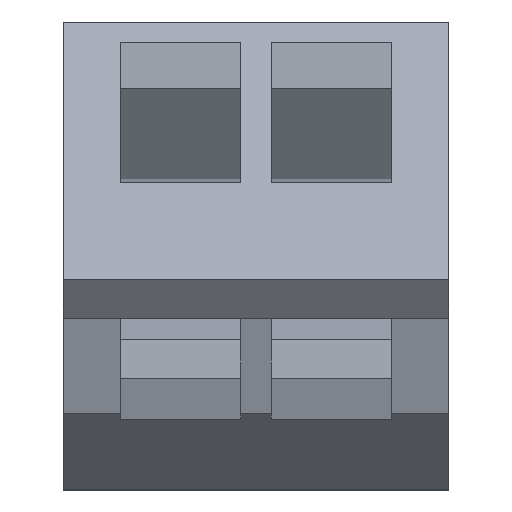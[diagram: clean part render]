
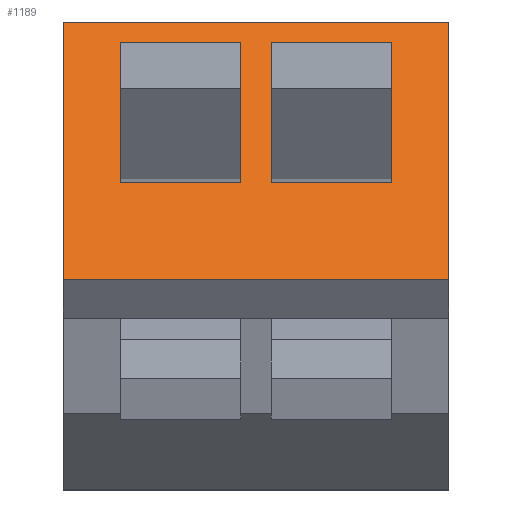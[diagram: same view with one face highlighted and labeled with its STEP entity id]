
A CAD part, top view. The second image highlights one B-rep face of the part: STEP entity #1189.
In plain terms, the highlighted planar face has unit normal (0, 0.678, 0.735).
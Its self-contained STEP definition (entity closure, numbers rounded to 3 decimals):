
#23=FACE_BOUND('',#138,.T.);
#24=FACE_BOUND('',#139,.T.);
#67=FACE_OUTER_BOUND('',#137,.T.);
#137=EDGE_LOOP('',(#961,#962,#963,#964));
#138=EDGE_LOOP('',(#965,#966,#967,#968));
#139=EDGE_LOOP('',(#969,#970,#971,#972));
#190=LINE('',#1650,#352);
#197=LINE('',#1665,#359);
#202=LINE('',#1674,#364);
#204=LINE('',#1678,#366);
#208=LINE('',#1688,#370);
#242=LINE('',#1758,#404);
#249=LINE('',#1773,#411);
#254=LINE('',#1782,#416);
#256=LINE('',#1786,#418);
#264=LINE('',#1804,#426);
#273=LINE('',#1820,#435);
#274=LINE('',#1822,#436);
#352=VECTOR('',#1346,10.);
#359=VECTOR('',#1357,10.);
#364=VECTOR('',#1366,10.);
#366=VECTOR('',#1372,10.);
#370=VECTOR('',#1378,10.);
#404=VECTOR('',#1434,10.);
#411=VECTOR('',#1445,10.);
#416=VECTOR('',#1454,10.);
#418=VECTOR('',#1460,10.);
#426=VECTOR('',#1470,10.);
#435=VECTOR('',#1491,10.);
#436=VECTOR('',#1494,10.);
#503=VERTEX_POINT('',#1643);
#506=VERTEX_POINT('',#1648);
#509=VERTEX_POINT('',#1658);
#512=VERTEX_POINT('',#1663);
#518=VERTEX_POINT('',#1685);
#519=VERTEX_POINT('',#1687);
#541=VERTEX_POINT('',#1751);
#544=VERTEX_POINT('',#1756);
#547=VERTEX_POINT('',#1766);
#550=VERTEX_POINT('',#1771);
#560=VERTEX_POINT('',#1801);
#561=VERTEX_POINT('',#1803);
#622=EDGE_CURVE('',#506,#503,#190,.T.);
#629=EDGE_CURVE('',#512,#509,#197,.T.);
#634=EDGE_CURVE('',#512,#503,#202,.T.);
#636=EDGE_CURVE('',#506,#509,#204,.T.);
#640=EDGE_CURVE('',#518,#519,#208,.T.);
#674=EDGE_CURVE('',#544,#541,#242,.T.);
#681=EDGE_CURVE('',#550,#547,#249,.T.);
#686=EDGE_CURVE('',#550,#541,#254,.T.);
#688=EDGE_CURVE('',#544,#547,#256,.T.);
#696=EDGE_CURVE('',#560,#561,#264,.T.);
#705=EDGE_CURVE('',#560,#519,#273,.T.);
#706=EDGE_CURVE('',#561,#518,#274,.T.);
#961=ORIENTED_EDGE('',*,*,#705,.T.);
#962=ORIENTED_EDGE('',*,*,#640,.F.);
#963=ORIENTED_EDGE('',*,*,#706,.F.);
#964=ORIENTED_EDGE('',*,*,#696,.F.);
#965=ORIENTED_EDGE('',*,*,#636,.T.);
#966=ORIENTED_EDGE('',*,*,#629,.F.);
#967=ORIENTED_EDGE('',*,*,#634,.T.);
#968=ORIENTED_EDGE('',*,*,#622,.F.);
#969=ORIENTED_EDGE('',*,*,#688,.T.);
#970=ORIENTED_EDGE('',*,*,#681,.F.);
#971=ORIENTED_EDGE('',*,*,#686,.T.);
#972=ORIENTED_EDGE('',*,*,#674,.F.);
#1123=PLANE('',#1271);
#1189=ADVANCED_FACE('',(#67,#23,#24),#1123,.T.);
#1271=AXIS2_PLACEMENT_3D('',#1821,#1492,#1493);
#1346=DIRECTION('',(-1.,0.,0.));
#1357=DIRECTION('',(1.,0.,0.));
#1366=DIRECTION('',(0.,0.735,-0.678));
#1372=DIRECTION('',(0.,-0.735,0.678));
#1378=DIRECTION('',(0.,-0.735,0.678));
#1434=DIRECTION('',(-1.,0.,0.));
#1445=DIRECTION('',(1.,0.,0.));
#1454=DIRECTION('',(0.,0.735,-0.678));
#1460=DIRECTION('',(0.,-0.735,0.678));
#1470=DIRECTION('',(0.,0.735,-0.678));
#1491=DIRECTION('',(1.,0.,0.));
#1492=DIRECTION('center_axis',(0.,0.678,0.735));
#1493=DIRECTION('ref_axis',(0.,-0.735,0.678));
#1494=DIRECTION('',(1.,0.,0.));
#1643=CARTESIAN_POINT('',(3.,9.794,6.));
#1648=CARTESIAN_POINT('',(7.,9.794,6.));
#1650=CARTESIAN_POINT('',(5.,9.794,6.));
#1658=CARTESIAN_POINT('',(7.,5.133,10.295));
#1663=CARTESIAN_POINT('',(3.,5.133,10.295));
#1665=CARTESIAN_POINT('',(5.,5.133,10.295));
#1674=CARTESIAN_POINT('',(3.,8.905,6.819));
#1678=CARTESIAN_POINT('',(7.,8.905,6.819));
#1685=CARTESIAN_POINT('',(8.9,10.467,5.38));
#1687=CARTESIAN_POINT('',(8.9,1.903,13.271));
#1688=CARTESIAN_POINT('',(8.9,8.053,7.605));
#1751=CARTESIAN_POINT('',(-2.,9.794,6.));
#1756=CARTESIAN_POINT('',(2.,9.794,6.));
#1758=CARTESIAN_POINT('',(0.,9.794,6.));
#1766=CARTESIAN_POINT('',(2.,5.133,10.295));
#1771=CARTESIAN_POINT('',(-2.,5.133,10.295));
#1773=CARTESIAN_POINT('',(0.,5.133,10.295));
#1782=CARTESIAN_POINT('',(-2.,8.905,6.819));
#1786=CARTESIAN_POINT('',(2.,8.905,6.819));
#1801=CARTESIAN_POINT('',(-3.9,1.903,13.271));
#1803=CARTESIAN_POINT('',(-3.9,10.467,5.38));
#1804=CARTESIAN_POINT('',(-3.9,8.053,7.605));
#1820=CARTESIAN_POINT('',(0.,1.903,13.271));
#1821=CARTESIAN_POINT('Origin',(0.,10.467,5.38));
#1822=CARTESIAN_POINT('',(0.,10.467,5.38));
